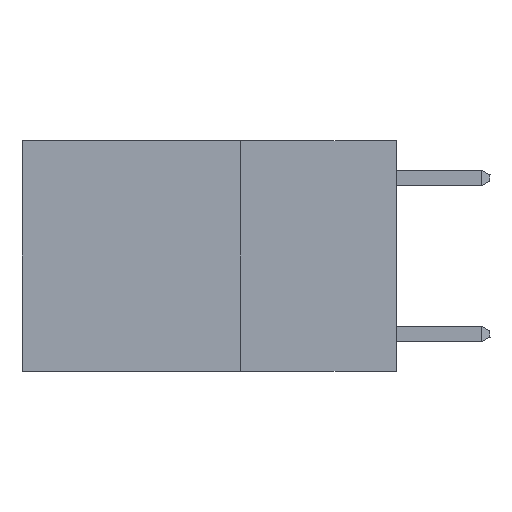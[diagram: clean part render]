
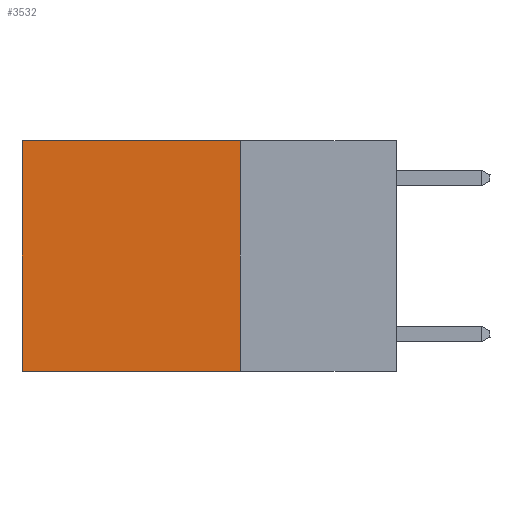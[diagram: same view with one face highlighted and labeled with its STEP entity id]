
A CAD part, left-side view. The second image highlights one B-rep face of the part: STEP entity #3532.
In plain terms, the highlighted planar face has unit normal (-1, 0, 0).
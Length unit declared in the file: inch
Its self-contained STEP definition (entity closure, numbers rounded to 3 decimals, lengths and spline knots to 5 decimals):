
#1543 = VERTEX_POINT ( 'NONE', #15240 ) ;
#2146 = ORIENTED_EDGE ( 'NONE', *, *, #8789, .F. ) ;
#2438 = LINE ( 'NONE', #7333, #2597 ) ;
#2597 = VECTOR ( 'NONE', #12275, 39.37008 ) ;
#2607 = CARTESIAN_POINT ( 'NONE',  ( 0.2625, 0.25, -0.37 ) ) ;
#3532 = ADVANCED_FACE ( 'NONE', ( #15387 ), #9320, .F. ) ;
#4974 = DIRECTION ( 'NONE',  ( 0., 1., 0. ) ) ;
#5082 = VERTEX_POINT ( 'NONE', #15885 ) ;
#5416 = ORIENTED_EDGE ( 'NONE', *, *, #8296, .F. ) ;
#6781 = VECTOR ( 'NONE', #4974, 39.37008 ) ;
#7166 = DIRECTION ( 'NONE',  ( 0., 0., -1. ) ) ;
#7333 = CARTESIAN_POINT ( 'NONE',  ( 0.2625, 0.6, 0. ) ) ;
#7497 = LINE ( 'NONE', #2607, #13921 ) ;
#7696 = AXIS2_PLACEMENT_3D ( 'NONE', #13399, #8485, #7166 ) ;
#7992 = ORIENTED_EDGE ( 'NONE', *, *, #11559, .T. ) ;
#8296 = EDGE_CURVE ( 'NONE', #13149, #12377, #7497, .T. ) ;
#8411 = EDGE_CURVE ( 'NONE', #5082, #12377, #2438, .T. ) ;
#8485 = DIRECTION ( 'NONE',  ( 1., 0., 0. ) ) ;
#8789 = EDGE_CURVE ( 'NONE', #1543, #13149, #11049, .T. ) ;
#9320 = PLANE ( 'NONE',  #7696 ) ;
#11049 = LINE ( 'NONE', #13534, #12151 ) ;
#11559 = EDGE_CURVE ( 'NONE', #1543, #5082, #13294, .T. ) ;
#12151 = VECTOR ( 'NONE', #15842, 39.37008 ) ;
#12275 = DIRECTION ( 'NONE',  ( 0., 0., -1. ) ) ;
#12377 = VERTEX_POINT ( 'NONE', #15480 ) ;
#13149 = VERTEX_POINT ( 'NONE', #13933 ) ;
#13294 = LINE ( 'NONE', #15666, #6781 ) ;
#13399 = CARTESIAN_POINT ( 'NONE',  ( 0.2625, 0.25, 0. ) ) ;
#13534 = CARTESIAN_POINT ( 'NONE',  ( 0.2625, 0.25, 0. ) ) ;
#13626 = ORIENTED_EDGE ( 'NONE', *, *, #8411, .T. ) ;
#13921 = VECTOR ( 'NONE', #13924, 39.37008 ) ;
#13924 = DIRECTION ( 'NONE',  ( 0., 1., 0. ) ) ;
#13933 = CARTESIAN_POINT ( 'NONE',  ( 0.2625, 0.25, -0.37 ) ) ;
#15240 = CARTESIAN_POINT ( 'NONE',  ( 0.2625, 0.25, 0. ) ) ;
#15383 = EDGE_LOOP ( 'NONE', ( #13626, #5416, #2146, #7992 ) ) ;
#15387 = FACE_OUTER_BOUND ( 'NONE', #15383, .T. ) ;
#15480 = CARTESIAN_POINT ( 'NONE',  ( 0.2625, 0.6, -0.37 ) ) ;
#15666 = CARTESIAN_POINT ( 'NONE',  ( 0.2625, 0.25, 0. ) ) ;
#15842 = DIRECTION ( 'NONE',  ( 0., 0., -1. ) ) ;
#15885 = CARTESIAN_POINT ( 'NONE',  ( 0.2625, 0.6, 0. ) ) ;
